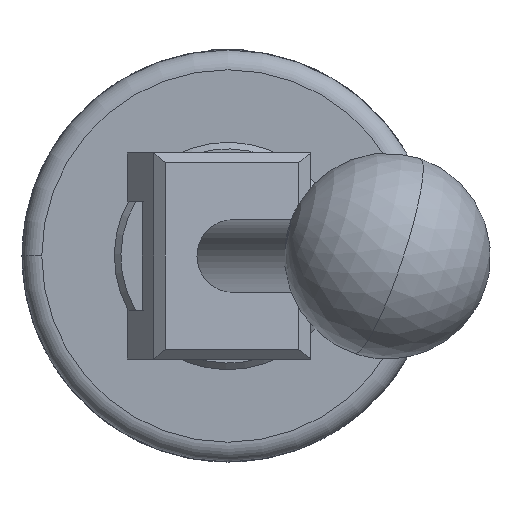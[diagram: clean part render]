
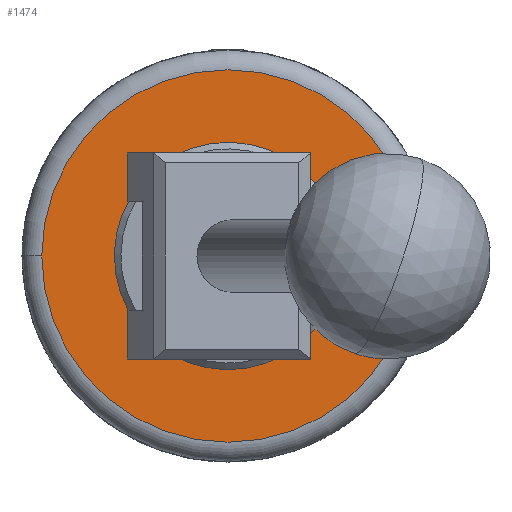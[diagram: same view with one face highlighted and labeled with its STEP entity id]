
A CAD part, front view. The second image highlights one B-rep face of the part: STEP entity #1474.
In plain terms, the highlighted planar face has unit normal (0, -1, 0).
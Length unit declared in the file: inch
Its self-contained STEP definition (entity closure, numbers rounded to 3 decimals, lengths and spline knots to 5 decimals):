
#14 = EDGE_CURVE ( 'NONE', #2596, #4291, #11226, .T. ) ;
#642 = ORIENTED_EDGE ( 'NONE', *, *, #11031, .F. ) ;
#677 = DIRECTION ( 'NONE',  ( 0., -1., 0. ) ) ;
#706 = CIRCLE ( 'NONE', #6500, 0.348 ) ;
#836 = DIRECTION ( 'NONE',  ( 0., -1., 0. ) ) ;
#1474 = ADVANCED_FACE ( 'NONE', ( #5475, #7567 ), #5392, .T. ) ;
#1489 = VERTEX_POINT ( 'NONE', #6349 ) ;
#1570 = EDGE_CURVE ( 'NONE', #4291, #2596, #13890, .T. ) ;
#1653 = EDGE_CURVE ( 'NONE', #1489, #8533, #706, .T. ) ;
#1850 = AXIS2_PLACEMENT_3D ( 'NONE', #3160, #836, #10861 ) ;
#2596 = VERTEX_POINT ( 'NONE', #10011 ) ;
#3160 = CARTESIAN_POINT ( 'NONE',  ( 0., 0., -0.348 ) ) ;
#4213 = DIRECTION ( 'NONE',  ( 1., 0., 0. ) ) ;
#4291 = VERTEX_POINT ( 'NONE', #5187 ) ;
#4605 = DIRECTION ( 'NONE',  ( 0., -1., 0. ) ) ;
#4630 = AXIS2_PLACEMENT_3D ( 'NONE', #13296, #4605, #6652 ) ;
#4948 = DIRECTION ( 'NONE',  ( 1., 0., 0. ) ) ;
#5187 = CARTESIAN_POINT ( 'NONE',  ( 1.13, 0., 0. ) ) ;
#5216 = CIRCLE ( 'NONE', #14244, 0.348 ) ;
#5224 = CARTESIAN_POINT ( 'NONE',  ( 0.348, 0., 0. ) ) ;
#5392 = PLANE ( 'NONE',  #1850 ) ;
#5475 = FACE_OUTER_BOUND ( 'NONE', #12110, .T. ) ;
#5515 = CARTESIAN_POINT ( 'NONE',  ( 0., 0., 0. ) ) ;
#6349 = CARTESIAN_POINT ( 'NONE',  ( -0.348, 0., 0. ) ) ;
#6500 = AXIS2_PLACEMENT_3D ( 'NONE', #13577, #677, #4948 ) ;
#6652 = DIRECTION ( 'NONE',  ( 1., 0., 0. ) ) ;
#7530 = DIRECTION ( 'NONE',  ( 0., -1., 0. ) ) ;
#7567 = FACE_BOUND ( 'NONE', #11901, .T. ) ;
#8114 = ORIENTED_EDGE ( 'NONE', *, *, #14, .T. ) ;
#8303 = ORIENTED_EDGE ( 'NONE', *, *, #1570, .T. ) ;
#8533 = VERTEX_POINT ( 'NONE', #5224 ) ;
#9471 = DIRECTION ( 'NONE',  ( 1., 0., 0. ) ) ;
#10011 = CARTESIAN_POINT ( 'NONE',  ( -1.13, 0., 0. ) ) ;
#10044 = ORIENTED_EDGE ( 'NONE', *, *, #1653, .F. ) ;
#10307 = AXIS2_PLACEMENT_3D ( 'NONE', #10773, #12712, #9471 ) ;
#10773 = CARTESIAN_POINT ( 'NONE',  ( 0., 0., 0. ) ) ;
#10861 = DIRECTION ( 'NONE',  ( 1., 0., 0. ) ) ;
#11031 = EDGE_CURVE ( 'NONE', #8533, #1489, #5216, .T. ) ;
#11226 = CIRCLE ( 'NONE', #10307, 1.13 ) ;
#11901 = EDGE_LOOP ( 'NONE', ( #642, #10044 ) ) ;
#12110 = EDGE_LOOP ( 'NONE', ( #8303, #8114 ) ) ;
#12712 = DIRECTION ( 'NONE',  ( 0., -1., 0. ) ) ;
#13296 = CARTESIAN_POINT ( 'NONE',  ( 0., 0., 0. ) ) ;
#13577 = CARTESIAN_POINT ( 'NONE',  ( 0., 0., 0. ) ) ;
#13890 = CIRCLE ( 'NONE', #4630, 1.13 ) ;
#14244 = AXIS2_PLACEMENT_3D ( 'NONE', #5515, #7530, #4213 ) ;
